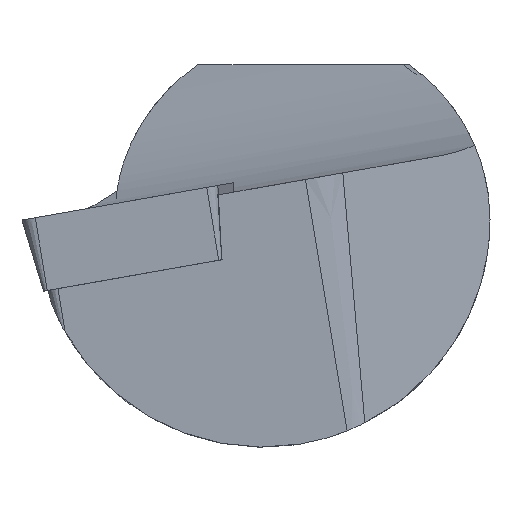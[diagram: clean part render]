
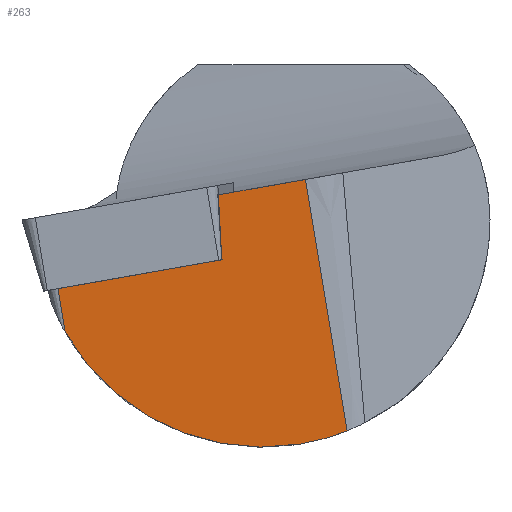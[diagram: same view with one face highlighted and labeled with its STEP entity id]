
A CAD part, left-side view. The second image highlights one B-rep face of the part: STEP entity #263.
In plain terms, the highlighted planar face has unit normal (-0.989, -0.105, -0.105).
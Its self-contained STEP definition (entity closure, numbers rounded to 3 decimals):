
#126=PLANE('',#623);
#143=ELLIPSE('',#622,7.407,7.325);
#159=FACE_OUTER_BOUND('',#302,.T.);
#182=LINE('',#862,#220);
#188=LINE('',#916,#226);
#190=LINE('',#922,#228);
#191=LINE('',#935,#229);
#192=LINE('',#938,#230);
#220=VECTOR('',#681,1.);
#226=VECTOR('',#697,1.);
#228=VECTOR('',#703,1.);
#229=VECTOR('',#706,1.);
#230=VECTOR('',#709,1.);
#263=ADVANCED_FACE('',(#159),#126,.F.);
#302=EDGE_LOOP('',(#380,#381,#382,#383,#384,#385));
#380=ORIENTED_EDGE('',*,*,#555,.T.);
#381=ORIENTED_EDGE('',*,*,#550,.T.);
#382=ORIENTED_EDGE('',*,*,#556,.T.);
#383=ORIENTED_EDGE('',*,*,#553,.F.);
#384=ORIENTED_EDGE('',*,*,#539,.F.);
#385=ORIENTED_EDGE('',*,*,#557,.T.);
#489=VERTEX_POINT('',#861);
#490=VERTEX_POINT('',#863);
#498=VERTEX_POINT('',#915);
#499=VERTEX_POINT('',#917);
#501=VERTEX_POINT('',#923);
#502=VERTEX_POINT('',#936);
#539=EDGE_CURVE('',#489,#490,#182,.T.);
#550=EDGE_CURVE('',#499,#498,#188,.T.);
#553=EDGE_CURVE('',#490,#501,#190,.T.);
#555=EDGE_CURVE('',#502,#499,#191,.T.);
#556=EDGE_CURVE('',#498,#501,#143,.T.);
#557=EDGE_CURVE('',#489,#502,#192,.T.);
#622=AXIS2_PLACEMENT_3D('',#937,#707,#708);
#623=AXIS2_PLACEMENT_3D('',#939,#710,#711);
#681=DIRECTION('',(0.086,-0.981,0.173));
#697=DIRECTION('',(0.121,-0.162,-0.979));
#703=DIRECTION('',(0.121,-0.162,-0.979));
#706=DIRECTION('',(-0.086,0.981,-0.173));
#707=DIRECTION('',(-0.989,-0.105,-0.105));
#708=DIRECTION('',(-0.149,0.699,0.7));
#709=DIRECTION('',(0.112,-0.061,-0.992));
#710=DIRECTION('',(0.989,0.105,0.105));
#711=DIRECTION('',(0.106,0.,-0.994));
#861=CARTESIAN_POINT('',(0.649,2.676,0.806));
#862=CARTESIAN_POINT('',(1.508,-7.149,2.538));
#863=CARTESIAN_POINT('',(0.896,-0.151,1.304));
#915=CARTESIAN_POINT('',(0.595,7.601,-3.605));
#916=CARTESIAN_POINT('',(0.131,8.22,0.133));
#917=CARTESIAN_POINT('',(0.422,7.831,-2.215));
#922=CARTESIAN_POINT('',(0.859,-0.102,1.6));
#923=CARTESIAN_POINT('',(1.901,-1.493,-6.802));
#935=CARTESIAN_POINT('',(1.15,-0.491,-0.748));
#936=CARTESIAN_POINT('',(0.885,2.547,-1.284));
#937=CARTESIAN_POINT('',(0.889,1.225,0.));
#938=CARTESIAN_POINT('',(0.582,2.712,1.395));
#939=CARTESIAN_POINT('',(0.859,-0.102,1.6));
